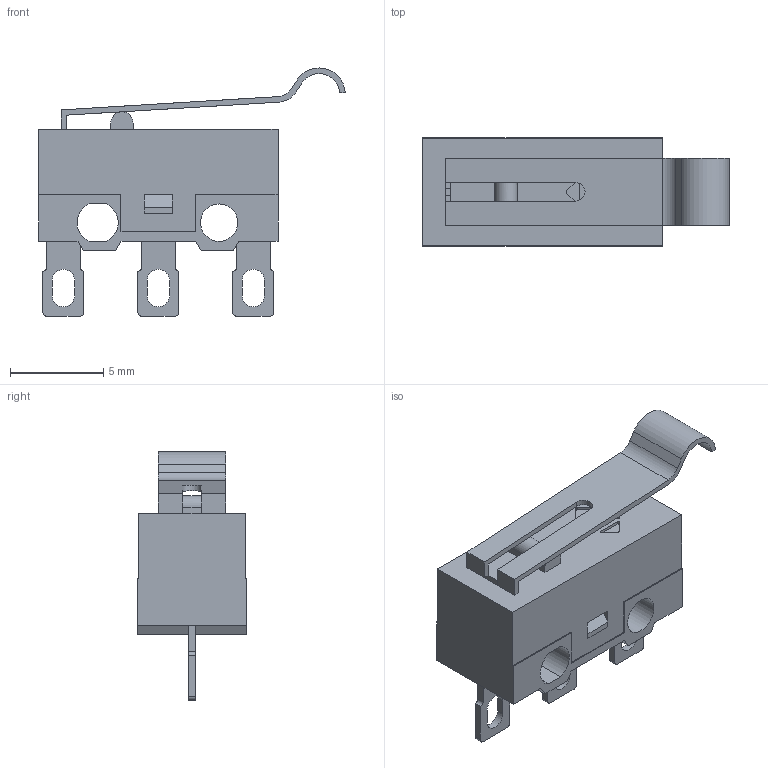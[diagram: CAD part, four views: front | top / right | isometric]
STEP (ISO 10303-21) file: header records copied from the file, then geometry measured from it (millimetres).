
FILE_DESCRIPTION((' '),'2;1');
FILE_NAME('SS075xx02FxxxS1A.stp','2017-07-20T14:44:24',(' '),(' '),' ','ACIS',' ');
FILE_SCHEMA(('CONFIG_CONTROL_DESIGN'));
Length unit declared in the file: inch
Products named in the file (1): SS075xx02FxxxS1A.stp
Bounding box: 16.4 x 5.8 x 13.28 mm (x, y, z)
Volume: 266.9 mm3; surface area: 865.2 mm2
Topology: 1 solids, 1 shells, 195 faces, 533 edges, 348 vertices
Faces by surface type: plane 154, cylinder 41
Full cylindrical faces by diameter (mm): 2 x1
Entity records: 6244 total; most frequent: CARTESIAN_POINT 1078, ORIENTED_EDGE 1068, DIRECTION 1009, EDGE_CURVE 534, VECTOR 451, LINE 451, VERTEX_POINT 348, AXIS2_PLACEMENT_3D 279
